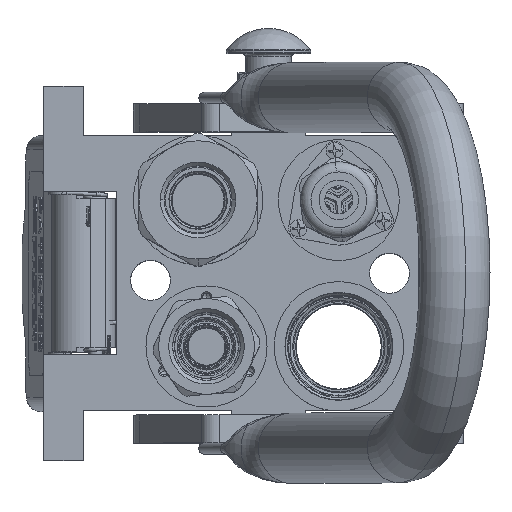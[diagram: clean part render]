
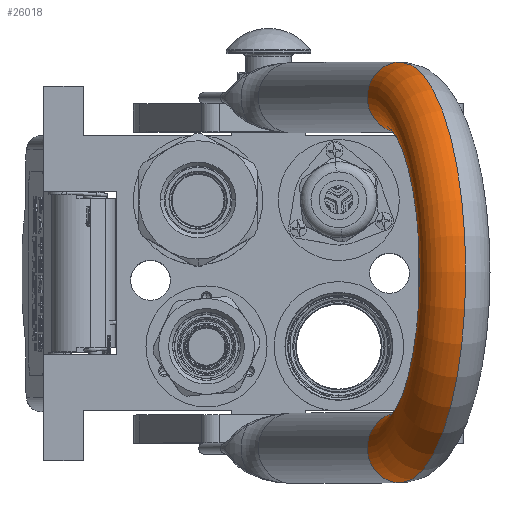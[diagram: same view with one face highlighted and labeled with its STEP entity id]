
A CAD part, top view. The second image highlights one B-rep face of the part: STEP entity #26018.
In plain terms, the highlighted toroidal (fillet/blend) face has major radius 62.25 mm and minor radius 12.5 mm.
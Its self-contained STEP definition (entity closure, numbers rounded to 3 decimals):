
#6042 = CARTESIAN_POINT ( 'NONE',  ( 0., 0., 125.25 ) ) ;
#7297 = CIRCLE ( 'NONE', #89306, 12.5 ) ;
#9505 = VERTEX_POINT ( 'NONE', #12585 ) ;
#12585 = CARTESIAN_POINT ( 'NONE',  ( -74.75, 0., 125.25 ) ) ;
#14788 = DIRECTION ( 'NONE',  ( 0., 1., 0. ) ) ;
#21494 = CARTESIAN_POINT ( 'NONE',  ( -62.25, 0., 125.25 ) ) ;
#25605 = VERTEX_POINT ( 'NONE', #36009 ) ;
#26018 = ADVANCED_FACE ( 'NONE', ( #123190 ), #50558, .T. ) ;
#33140 = DIRECTION ( 'NONE',  ( 0., 0., 1. ) ) ;
#35069 = ORIENTED_EDGE ( 'NONE', *, *, #91094, .F. ) ;
#36009 = CARTESIAN_POINT ( 'NONE',  ( 49.75, 0., 125.25 ) ) ;
#44017 = AXIS2_PLACEMENT_3D ( 'NONE', #172270, #14788, #119356 ) ;
#45572 = DIRECTION ( 'NONE',  ( 0., 1., 0. ) ) ;
#46432 = DIRECTION ( 'NONE',  ( -1., 0., 0. ) ) ;
#47632 = CARTESIAN_POINT ( 'NONE',  ( 0., 0., 125.25 ) ) ;
#50558 = TOROIDAL_SURFACE ( 'NONE', #77574, 62.25, 12.5 ) ;
#50801 = ORIENTED_EDGE ( 'NONE', *, *, #55318, .T. ) ;
#55318 = EDGE_CURVE ( 'NONE', #167531, #25605, #104765, .T. ) ;
#55725 = DIRECTION ( 'NONE',  ( 0., 0., -1. ) ) ;
#56617 = DIRECTION ( 'NONE',  ( -1., 0., 0. ) ) ;
#60515 = AXIS2_PLACEMENT_3D ( 'NONE', #21494, #33140, #46432 ) ;
#61631 = CIRCLE ( 'NONE', #60515, 12.5 ) ;
#77574 = AXIS2_PLACEMENT_3D ( 'NONE', #47632, #87729, #167907 ) ;
#87729 = DIRECTION ( 'NONE',  ( 0., 1., 0. ) ) ;
#89306 = AXIS2_PLACEMENT_3D ( 'NONE', #108014, #55725, #121317 ) ;
#90640 = ORIENTED_EDGE ( 'NONE', *, *, #154993, .F. ) ;
#91094 = EDGE_CURVE ( 'NONE', #9505, #129261, #93128, .T. ) ;
#93128 = CIRCLE ( 'NONE', #44017, 74.75 ) ;
#104765 = CIRCLE ( 'NONE', #171495, 49.75 ) ;
#108014 = CARTESIAN_POINT ( 'NONE',  ( 62.25, 0., 125.25 ) ) ;
#111622 = ORIENTED_EDGE ( 'NONE', *, *, #147374, .T. ) ;
#119356 = DIRECTION ( 'NONE',  ( -1., 0., 0. ) ) ;
#121317 = DIRECTION ( 'NONE',  ( 1., 0., 0. ) ) ;
#123190 = FACE_OUTER_BOUND ( 'NONE', #137415, .T. ) ;
#123669 = CARTESIAN_POINT ( 'NONE',  ( -49.75, 0., 125.25 ) ) ;
#128264 = CARTESIAN_POINT ( 'NONE',  ( 74.75, 0., 125.25 ) ) ;
#129261 = VERTEX_POINT ( 'NONE', #128264 ) ;
#137415 = EDGE_LOOP ( 'NONE', ( #50801, #90640, #35069, #111622 ) ) ;
#147374 = EDGE_CURVE ( 'NONE', #9505, #167531, #61631, .T. ) ;
#154993 = EDGE_CURVE ( 'NONE', #129261, #25605, #7297, .T. ) ;
#167531 = VERTEX_POINT ( 'NONE', #123669 ) ;
#167907 = DIRECTION ( 'NONE',  ( 1., 0., 0. ) ) ;
#171495 = AXIS2_PLACEMENT_3D ( 'NONE', #6042, #45572, #56617 ) ;
#172270 = CARTESIAN_POINT ( 'NONE',  ( 0., 0., 125.25 ) ) ;
